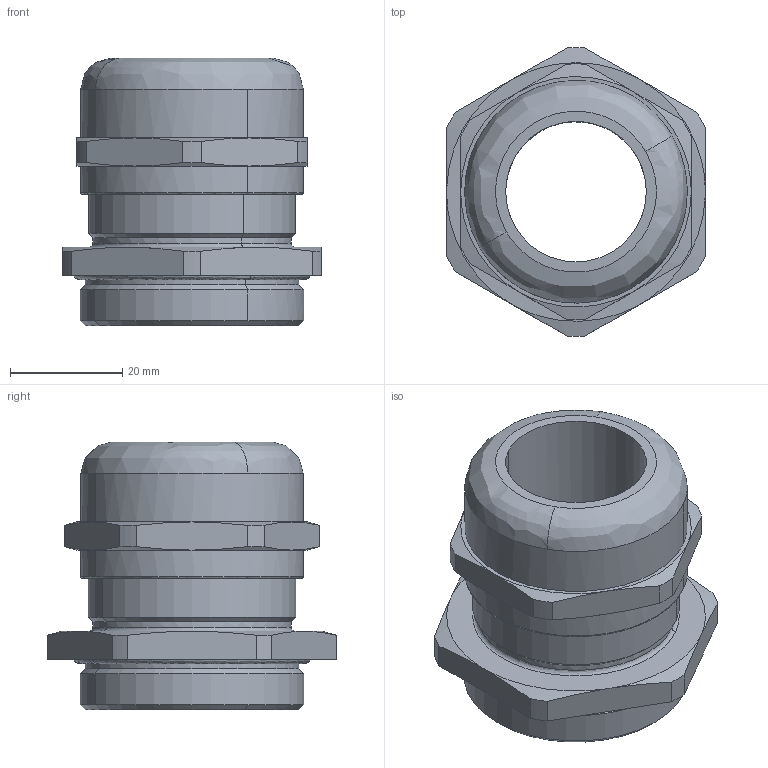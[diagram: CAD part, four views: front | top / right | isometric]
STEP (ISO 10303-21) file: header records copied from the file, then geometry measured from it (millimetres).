
FILE_DESCRIPTION(('CATIA V5R24 STEP','CAx-IF Rec.Pracs.--- Model Styling and Organization---1.2---2011-12-15'),'2;1');
FILE_NAME ('D1446444_0_1009890000_1009890000.stp','2018-01-18T10:57:06+00:00',('none'),('Weidmueller'),'CATIA Version 5-6 Release 2014 SP4 HF52','CATIA V5 STEP AP214','none');
FILE_SCHEMA(('AUTOMOTIVE_DESIGN { 1 0 10303 214 1 1 1 1 }'));
Length unit declared in the file: millimetre
Products named in the file (1): 1009890000_VGM40-SS_68_KB_18-25
Bounding box: 46 x 51.39 x 47.62 mm (x, y, z)
Volume: 36703.1 mm3; surface area: 13075.5 mm2
Topology: 1 solids, 1 shells, 78 faces, 245 edges, 175 vertices
Faces by surface type: cylinder 26, cone 24, plane 20, bspline 8
Entity records: 3888 total; most frequent: CARTESIAN_POINT 1893, ORIENTED_EDGE 490, DIRECTION 249, EDGE_CURVE 245, VERTEX_POINT 175, AXIS2_PLACEMENT_3D 124, B_SPLINE_CURVE_WITH_KNOTS 115, EDGE_LOOP 86
